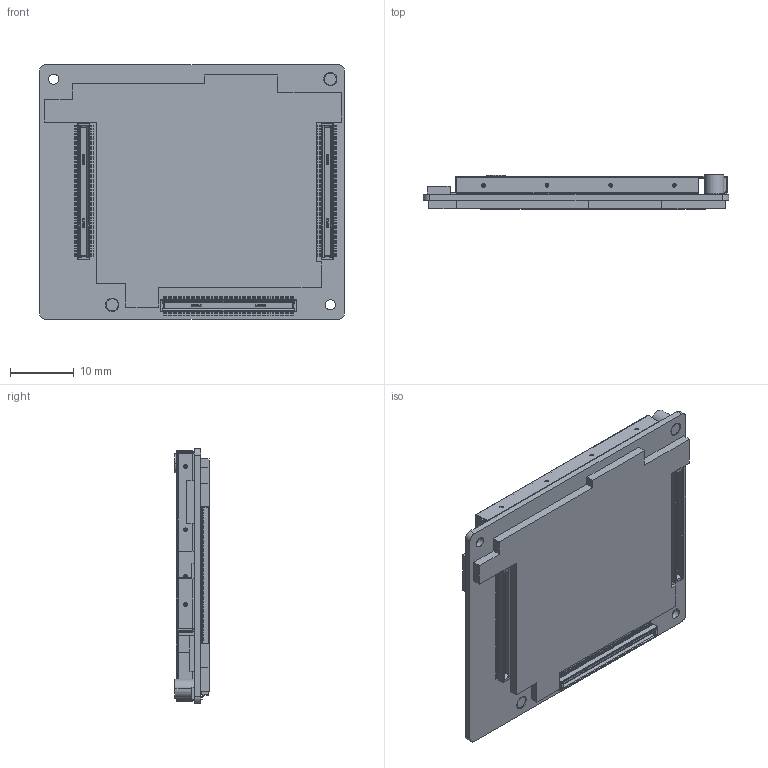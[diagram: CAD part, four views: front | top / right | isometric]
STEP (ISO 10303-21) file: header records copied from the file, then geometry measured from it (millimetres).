
FILE_DESCRIPTION (( 'STEP AP203' ), '1' );
FILE_NAME ('SOM.STEP', '2019-04-23T16:21:21', ( '' ), ( '' ), 'SwSTEP 2.0', 'SolidWorks 2016', '' );
FILE_SCHEMA (( 'CONFIG_CONTROL_DESIGN' ));
Length unit declared in the file: millimetre
Products named in the file (1): SOM
Bounding box: 48 x 5.35 x 40 mm (x, y, z)
Volume: 4019.7 mm3; surface area: 12497.2 mm2
Topology: 13 solids, 13 shells, 4343 faces, 12764 edges, 8486 vertices
Faces by surface type: plane 2837, cylinder 1444, bspline 40, cone 16, torus 6
Entity records: 147976 total; most frequent: CARTESIAN_POINT 29930, ORIENTED_EDGE 25528, DIRECTION 24052, EDGE_CURVE 12764, VECTOR 9668, LINE 9668, VERTEX_POINT 8486, AXIS2_PLACEMENT_3D 7192
